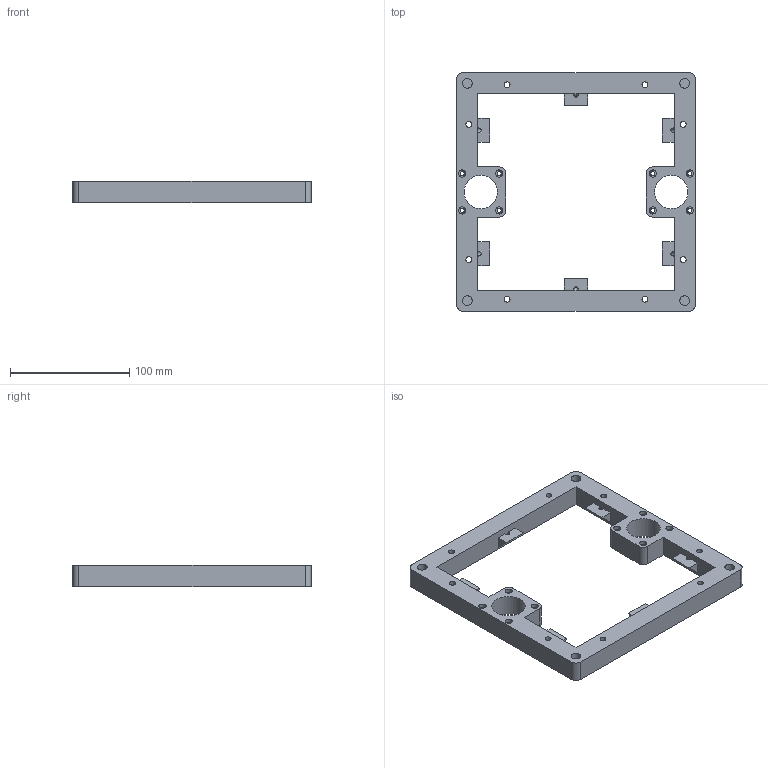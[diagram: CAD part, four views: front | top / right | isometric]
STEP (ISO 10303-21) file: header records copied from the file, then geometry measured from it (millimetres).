
FILE_DESCRIPTION(/* description */ (''),/* implementation_level */ '2;1');
FILE_NAME(/* name */ 'Bottom_Frame (Supports for Base Plate).step',/* time_stamp */ '2022-11-30T17:50:40+08:00',/* author */ (''),/* organization */ (''),/* preprocessor_version */ 'ST-DEVELOPER v19.2',/* originating_system */ 'Autodesk Translation Framework v11.17.0.187',/* authorisation */ '');
FILE_SCHEMA (('AUTOMOTIVE_DESIGN { 1 0 10303 214 3 1 1 }'));
Length unit declared in the file: millimetre
Products named in the file (2): Bottom_Frame; Base Plate
Assembly tree (1 placements, depth 2):
  Bottom_Frame
    Base Plate
Bounding box: 200 x 200 x 18 mm (x, y, z)
Volume: 240340.7 mm3; surface area: 65504.3 mm2
Topology: 1 solids, 1 shells, 98 faces, 246 edges, 162 vertices
Faces by surface type: plane 54, cylinder 44
Full cylindrical faces by diameter (mm): 3.3 x8, 4 x6, 5 x8, 6 x8, 8.2 x4, 28 x2
Entity records: 3123 total; most frequent: DIRECTION 542, CARTESIAN_POINT 509, ORIENTED_EDGE 492, EDGE_CURVE 246, AXIS2_PLACEMENT_3D 195, VERTEX_POINT 162, EDGE_LOOP 160, LINE 152
